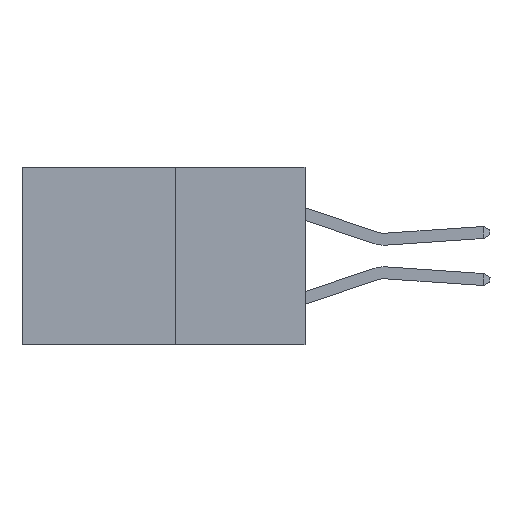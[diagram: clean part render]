
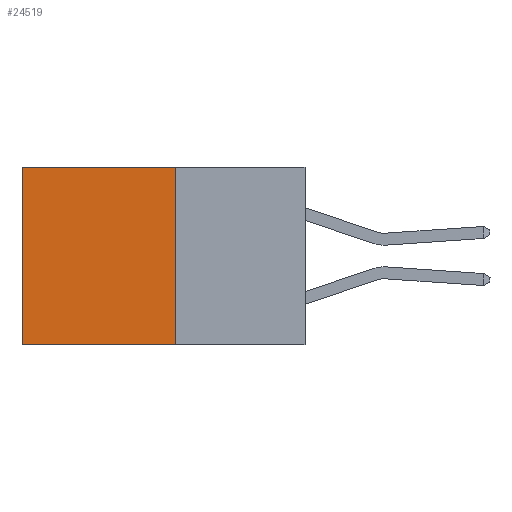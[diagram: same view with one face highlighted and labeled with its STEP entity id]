
A CAD part, left-side view. The second image highlights one B-rep face of the part: STEP entity #24519.
In plain terms, the highlighted planar face has unit normal (-1, 0, 0).
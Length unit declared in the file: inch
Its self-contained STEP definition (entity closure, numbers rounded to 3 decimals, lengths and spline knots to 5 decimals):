
#262 = ORIENTED_EDGE ( 'NONE', *, *, #20972, .T. ) ;
#889 = EDGE_LOOP ( 'NONE', ( #262, #12204, #5377, #6488 ) ) ;
#3468 = CARTESIAN_POINT ( 'NONE',  ( 0.277, 0.59, -0.37 ) ) ;
#4096 = VECTOR ( 'NONE', #20833, 39.37008 ) ;
#4752 = VERTEX_POINT ( 'NONE', #20934 ) ;
#5077 = CARTESIAN_POINT ( 'NONE',  ( 0.277, 0.27, -0.37 ) ) ;
#5377 = ORIENTED_EDGE ( 'NONE', *, *, #19425, .F. ) ;
#6488 = ORIENTED_EDGE ( 'NONE', *, *, #15719, .T. ) ;
#7266 = PLANE ( 'NONE',  #11352 ) ;
#9886 = DIRECTION ( 'NONE',  ( 0., 0., -1. ) ) ;
#10465 = CARTESIAN_POINT ( 'NONE',  ( 0.277, 0.27, 0. ) ) ;
#10983 = VERTEX_POINT ( 'NONE', #19780 ) ;
#11352 = AXIS2_PLACEMENT_3D ( 'NONE', #27801, #25300, #9886 ) ;
#12204 = ORIENTED_EDGE ( 'NONE', *, *, #18099, .F. ) ;
#12883 = DIRECTION ( 'NONE',  ( 0., 0., -1. ) ) ;
#14301 = VECTOR ( 'NONE', #21096, 39.37008 ) ;
#14661 = CARTESIAN_POINT ( 'NONE',  ( 0.277, 0.27, -0.37 ) ) ;
#15101 = LINE ( 'NONE', #26224, #14301 ) ;
#15622 = CARTESIAN_POINT ( 'NONE',  ( 0.277, 0.27, 0. ) ) ;
#15719 = EDGE_CURVE ( 'NONE', #31293, #10983, #18656, .T. ) ;
#16091 = LINE ( 'NONE', #3468, #29043 ) ;
#18099 = EDGE_CURVE ( 'NONE', #19910, #4752, #15101, .T. ) ;
#18656 = LINE ( 'NONE', #15622, #4096 ) ;
#19425 = EDGE_CURVE ( 'NONE', #31293, #19910, #29543, .T. ) ;
#19780 = CARTESIAN_POINT ( 'NONE',  ( 0.277, 0.59, 0. ) ) ;
#19910 = VERTEX_POINT ( 'NONE', #14661 ) ;
#20833 = DIRECTION ( 'NONE',  ( 0., 1., 0. ) ) ;
#20934 = CARTESIAN_POINT ( 'NONE',  ( 0.277, 0.59, -0.37 ) ) ;
#20972 = EDGE_CURVE ( 'NONE', #10983, #4752, #16091, .T. ) ;
#21096 = DIRECTION ( 'NONE',  ( 0., 1., 0. ) ) ;
#24127 = DIRECTION ( 'NONE',  ( 0., 0., -1. ) ) ;
#24519 = ADVANCED_FACE ( 'NONE', ( #26464 ), #7266, .F. ) ;
#25300 = DIRECTION ( 'NONE',  ( 1., 0., 0. ) ) ;
#26224 = CARTESIAN_POINT ( 'NONE',  ( 0.277, 0.27, -0.37 ) ) ;
#26464 = FACE_OUTER_BOUND ( 'NONE', #889, .T. ) ;
#27801 = CARTESIAN_POINT ( 'NONE',  ( 0.277, 0.27, -0.37 ) ) ;
#28739 = VECTOR ( 'NONE', #12883, 39.37008 ) ;
#29043 = VECTOR ( 'NONE', #24127, 39.37008 ) ;
#29543 = LINE ( 'NONE', #5077, #28739 ) ;
#31293 = VERTEX_POINT ( 'NONE', #10465 ) ;
